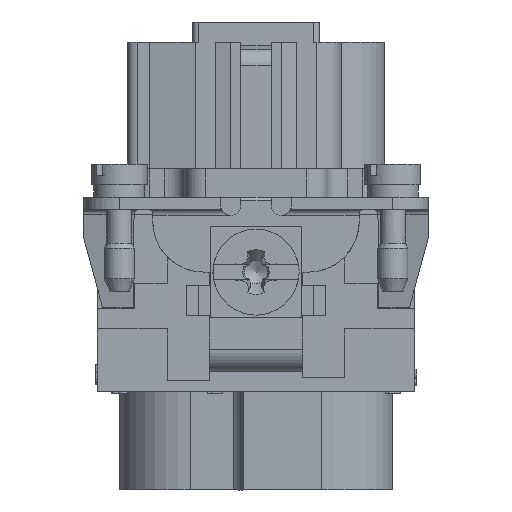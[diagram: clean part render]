
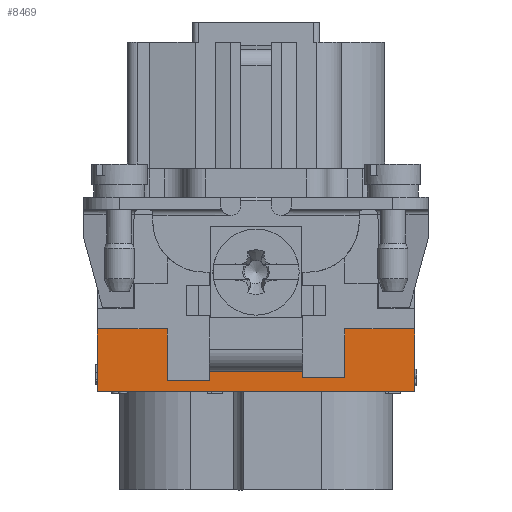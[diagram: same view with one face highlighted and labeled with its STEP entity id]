
A CAD part, left-side view. The second image highlights one B-rep face of the part: STEP entity #8469.
In plain terms, the highlighted planar face has unit normal (-1, 0, 0).
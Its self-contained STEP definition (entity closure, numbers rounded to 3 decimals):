
#7496=FACE_OUTER_BOUND('',#10724,.T.);
#8469=ADVANCED_FACE('',(#7496),#9533,.T.);
#9533=PLANE('',#29740);
#10724=EDGE_LOOP('',(#13359,#13360,#13361,#13362,#13363,#13364,#13365,#13366,
#13367,#13368));
#13359=ORIENTED_EDGE('',*,*,#20790,.F.);
#13360=ORIENTED_EDGE('',*,*,#20599,.T.);
#13361=ORIENTED_EDGE('',*,*,#20603,.T.);
#13362=ORIENTED_EDGE('',*,*,#20604,.T.);
#13363=ORIENTED_EDGE('',*,*,#19764,.T.);
#13364=ORIENTED_EDGE('',*,*,#19667,.T.);
#13365=ORIENTED_EDGE('',*,*,#19821,.T.);
#13366=ORIENTED_EDGE('',*,*,#20789,.T.);
#13367=ORIENTED_EDGE('',*,*,#20574,.T.);
#13368=ORIENTED_EDGE('',*,*,#20578,.T.);
#17656=VERTEX_POINT('',#36720);
#17657=VERTEX_POINT('',#36721);
#17739=VERTEX_POINT('',#37114);
#17809=VERTEX_POINT('',#37384);
#18386=VERTEX_POINT('',#39098);
#18387=VERTEX_POINT('',#39099);
#18388=VERTEX_POINT('',#39104);
#18394=VERTEX_POINT('',#39133);
#18401=VERTEX_POINT('',#39147);
#18402=VERTEX_POINT('',#39154);
#19667=EDGE_CURVE('',#17656,#17657,#24134,.T.);
#19764=EDGE_CURVE('',#17739,#17656,#24172,.T.);
#19821=EDGE_CURVE('',#17657,#17809,#24206,.T.);
#20574=EDGE_CURVE('',#18386,#18387,#24773,.T.);
#20578=EDGE_CURVE('',#18387,#18388,#24777,.T.);
#20599=EDGE_CURVE('',#18394,#18401,#24797,.T.);
#20603=EDGE_CURVE('',#18401,#18402,#24801,.T.);
#20604=EDGE_CURVE('',#18402,#17739,#24802,.T.);
#20789=EDGE_CURVE('',#17809,#18386,#24894,.T.);
#20790=EDGE_CURVE('',#18394,#18388,#24895,.T.);
#24134=LINE('',#36719,#26014);
#24172=LINE('',#37141,#26052);
#24206=LINE('',#37385,#26086);
#24773=LINE('',#39097,#26653);
#24777=LINE('',#39105,#26657);
#24797=LINE('',#39148,#26677);
#24801=LINE('',#39155,#26681);
#24802=LINE('',#39157,#26682);
#24894=LINE('',#39794,#26774);
#24895=LINE('',#39796,#26775);
#26014=VECTOR('',#30976,1.);
#26052=VECTOR('',#31040,1.);
#26086=VECTOR('',#31088,1.);
#26653=VECTOR('',#32305,1.);
#26657=VECTOR('',#32311,1.);
#26677=VECTOR('',#32351,1.);
#26681=VECTOR('',#32359,1.);
#26682=VECTOR('',#32362,1.);
#26774=VECTOR('',#32514,1.);
#26775=VECTOR('',#32517,1.);
#29740=AXIS2_PLACEMENT_3D('',#39797,#32518,#32519);
#30976=DIRECTION('',(0.,-1.,0.));
#31040=DIRECTION('',(0.,0.,-1.));
#31088=DIRECTION('',(0.,0.,1.));
#32305=DIRECTION('',(0.,0.,-1.));
#32311=DIRECTION('',(0.,1.,0.));
#32351=DIRECTION('',(0.,1.,0.));
#32359=DIRECTION('',(0.,0.,1.));
#32362=DIRECTION('',(0.,1.,0.));
#32514=DIRECTION('',(0.,1.,0.));
#32517=DIRECTION('',(0.,0.,1.));
#32518=DIRECTION('',(-1.,0.,0.));
#32519=DIRECTION('',(0.,-1.,0.));
#36719=CARTESIAN_POINT('',(-27.65,15.65,-18.));
#36720=CARTESIAN_POINT('',(-27.65,15.65,-18.));
#36721=CARTESIAN_POINT('',(-27.65,-15.65,-18.));
#37114=CARTESIAN_POINT('',(-27.65,15.65,-11.8));
#37141=CARTESIAN_POINT('',(-27.65,15.65,-11.8));
#37384=CARTESIAN_POINT('',(-27.65,-15.65,-11.8));
#37385=CARTESIAN_POINT('',(-27.65,-15.65,-18.));
#39097=CARTESIAN_POINT('',(-27.65,-8.75,-11.8));
#39098=CARTESIAN_POINT('',(-27.65,-8.75,-11.8));
#39099=CARTESIAN_POINT('',(-27.65,-8.75,-14.6));
#39104=CARTESIAN_POINT('',(-27.65,-4.9,-14.6));
#39105=CARTESIAN_POINT('',(-27.65,-8.75,-14.6));
#39133=CARTESIAN_POINT('',(-27.65,-4.9,-14.9));
#39147=CARTESIAN_POINT('',(-27.65,8.75,-14.9));
#39148=CARTESIAN_POINT('',(-27.65,4.6,-14.9));
#39154=CARTESIAN_POINT('',(-27.65,8.75,-11.8));
#39155=CARTESIAN_POINT('',(-27.65,8.75,-14.9));
#39157=CARTESIAN_POINT('',(-27.65,8.75,-11.8));
#39794=CARTESIAN_POINT('',(-27.65,-15.65,-11.8));
#39796=CARTESIAN_POINT('',(-27.65,-4.9,-14.9));
#39797=CARTESIAN_POINT('',(-27.65,16.,-18.1));
